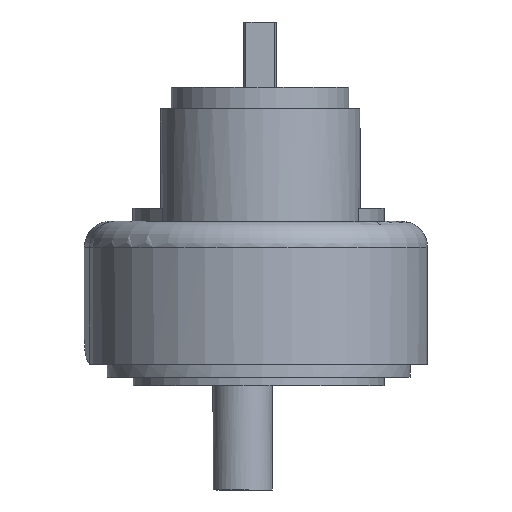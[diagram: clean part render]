
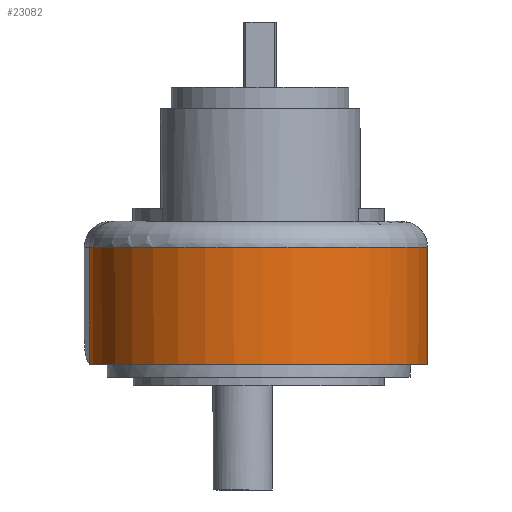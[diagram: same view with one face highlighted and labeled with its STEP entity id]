
A CAD part, left-side view. The second image highlights one B-rep face of the part: STEP entity #23082.
In plain terms, the highlighted cylindrical face has radius 39 mm (diameter 78 mm), a partial arc.
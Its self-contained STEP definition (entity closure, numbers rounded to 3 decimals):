
#133=B_SPLINE_CURVE_WITH_KNOTS('',3,(#34299,#34300,#34301,#34302,#34303,
#34304),.UNSPECIFIED.,.F.,.F.,(4,2,4),(1.874,1.88,
1.907),.UNSPECIFIED.);
#134=B_SPLINE_CURVE_WITH_KNOTS('',3,(#34312,#34313,#34314,#34315,#34316,
#34317),.UNSPECIFIED.,.F.,.F.,(4,2,4),(5.749,5.776,
5.782),.UNSPECIFIED.);
#343=CYLINDRICAL_SURFACE('',#24542,39.);
#894=LINE('',#34306,#3183);
#895=LINE('',#34310,#3184);
#3183=VECTOR('',#27264,10.);
#3184=VECTOR('',#27267,10.);
#5440=FACE_OUTER_BOUND('',#6706,.T.);
#6706=EDGE_LOOP('',(#15395,#15396,#15397,#15398,#15399,#15400));
#8194=CIRCLE('',#24543,39.);
#8195=CIRCLE('',#24544,39.);
#9303=VERTEX_POINT('',#34297);
#9304=VERTEX_POINT('',#34298);
#9305=VERTEX_POINT('',#34305);
#9306=VERTEX_POINT('',#34307);
#9307=VERTEX_POINT('',#34309);
#9308=VERTEX_POINT('',#34311);
#11702=EDGE_CURVE('',#9303,#9304,#133,.T.);
#11703=EDGE_CURVE('',#9303,#9305,#894,.T.);
#11704=EDGE_CURVE('',#9306,#9305,#8194,.T.);
#11705=EDGE_CURVE('',#9307,#9306,#895,.T.);
#11706=EDGE_CURVE('',#9308,#9307,#134,.T.);
#11707=EDGE_CURVE('',#9308,#9304,#8195,.T.);
#15395=ORIENTED_EDGE('',*,*,#11702,.F.);
#15396=ORIENTED_EDGE('',*,*,#11703,.T.);
#15397=ORIENTED_EDGE('',*,*,#11704,.F.);
#15398=ORIENTED_EDGE('',*,*,#11705,.F.);
#15399=ORIENTED_EDGE('',*,*,#11706,.F.);
#15400=ORIENTED_EDGE('',*,*,#11707,.T.);
#23082=ADVANCED_FACE('',(#5440),#343,.T.);
#24542=AXIS2_PLACEMENT_3D('',#34296,#27262,#27263);
#24543=AXIS2_PLACEMENT_3D('',#34308,#27265,#27266);
#24544=AXIS2_PLACEMENT_3D('',#34318,#27268,#27269);
#27262=DIRECTION('center_axis',(0.,0.,
1.));
#27263=DIRECTION('ref_axis',(-0.024,1.,0.));
#27264=DIRECTION('',(0.,0.,1.));
#27265=DIRECTION('center_axis',(0.,0.,
1.));
#27266=DIRECTION('ref_axis',(-1.,-0.024,0.));
#27267=DIRECTION('',(0.,0.,1.));
#27268=DIRECTION('center_axis',(0.,0.,
1.));
#27269=DIRECTION('ref_axis',(-0.024,1.,0.));
#34296=CARTESIAN_POINT('Origin',(-65.376,146.797,0.832));
#34297=CARTESIAN_POINT('',(-64.422,107.809,0.832));
#34298=CARTESIAN_POINT('',(-64.768,107.802,0.832));
#34299=CARTESIAN_POINT('Ctrl Pts',(-64.422,107.809,0.832));
#34300=CARTESIAN_POINT('Ctrl Pts',(-64.444,107.808,0.832));
#34301=CARTESIAN_POINT('Ctrl Pts',(-64.467,107.808,0.832));
#34302=CARTESIAN_POINT('Ctrl Pts',(-64.582,107.805,0.832));
#34303=CARTESIAN_POINT('Ctrl Pts',(-64.675,107.803,0.832));
#34304=CARTESIAN_POINT('Ctrl Pts',(-64.768,107.802,0.832));
#34305=CARTESIAN_POINT('',(-64.422,107.809,27.832));
#34306=CARTESIAN_POINT('',(-64.422,107.809,0.832));
#34307=CARTESIAN_POINT('',(-66.33,185.785,27.832));
#34308=CARTESIAN_POINT('Origin',(-65.376,146.797,27.832));
#34309=CARTESIAN_POINT('',(-66.33,185.785,0.832));
#34310=CARTESIAN_POINT('',(-66.33,185.785,0.832));
#34311=CARTESIAN_POINT('',(-66.676,185.775,0.832));
#34312=CARTESIAN_POINT('Ctrl Pts',(-66.676,185.775,0.832));
#34313=CARTESIAN_POINT('Ctrl Pts',(-66.583,185.779,0.832));
#34314=CARTESIAN_POINT('Ctrl Pts',(-66.49,185.781,0.832));
#34315=CARTESIAN_POINT('Ctrl Pts',(-66.375,185.784,0.832));
#34316=CARTESIAN_POINT('Ctrl Pts',(-66.353,185.785,0.832));
#34317=CARTESIAN_POINT('Ctrl Pts',(-66.33,185.785,0.832));
#34318=CARTESIAN_POINT('Origin',(-65.376,146.797,0.832));
